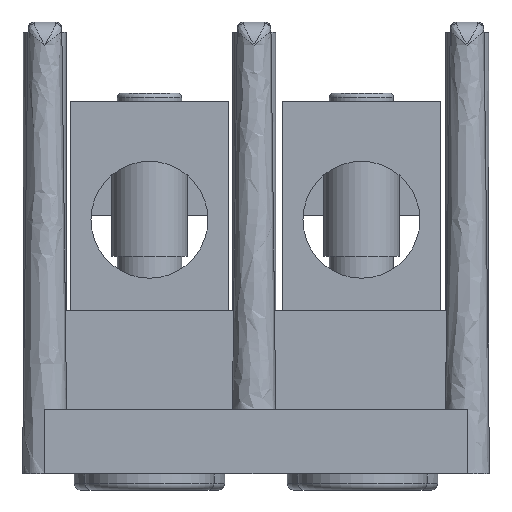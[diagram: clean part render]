
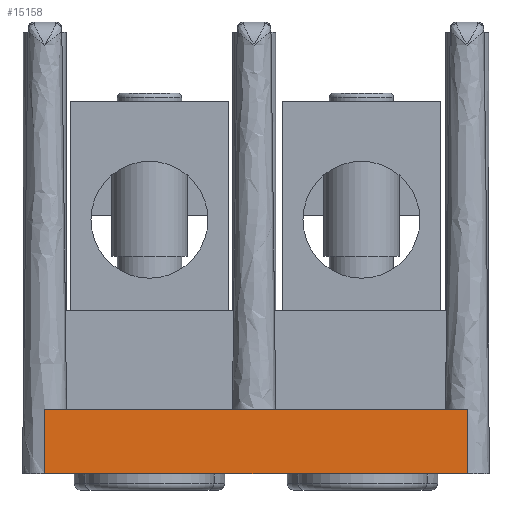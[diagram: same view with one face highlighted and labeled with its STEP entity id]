
A CAD part, front view. The second image highlights one B-rep face of the part: STEP entity #15158.
In plain terms, the highlighted planar face has unit normal (0, -1, 0.018).
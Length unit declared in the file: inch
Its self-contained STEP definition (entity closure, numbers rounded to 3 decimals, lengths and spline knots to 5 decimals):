
#378 = CARTESIAN_POINT ( 'NONE',  ( -0.40501, -1.42257, -2.16667 ) ) ;
#932 = VERTEX_POINT ( 'NONE', #1553 ) ;
#1004 = LINE ( 'NONE', #17726, #9983 ) ;
#1420 = CARTESIAN_POINT ( 'NONE',  ( -0.40501, -1.41966, -2. ) ) ;
#1494 = CARTESIAN_POINT ( 'NONE',  ( 0., -1.41966, -2. ) ) ;
#1553 = CARTESIAN_POINT ( 'NONE',  ( 1.23002, -1.41966, -2. ) ) ;
#1613 = CARTESIAN_POINT ( 'NONE',  ( 1.23003, -1.42402, -2.25 ) ) ;
#2104 = VECTOR ( 'NONE', #3455, 39.37008 ) ;
#2236 = DIRECTION ( 'NONE',  ( 0., -1., 0.017 ) ) ;
#3455 = DIRECTION ( 'NONE',  ( 1., 0., 0. ) ) ;
#3489 = ORIENTED_EDGE ( 'NONE', *, *, #6349, .F. ) ;
#4648 = VERTEX_POINT ( 'NONE', #7448 ) ;
#5189 = EDGE_CURVE ( 'NONE', #22507, #4648, #1004, .T. ) ;
#6220 = ORIENTED_EDGE ( 'NONE', *, *, #7174, .F. ) ;
#6349 = EDGE_CURVE ( 'NONE', #20755, #932, #16433, .T. ) ;
#7025 = CARTESIAN_POINT ( 'NONE',  ( 1.23003, -1.42111, -2.08333 ) ) ;
#7174 = EDGE_CURVE ( 'NONE', #22214, #20755, #18277, .T. ) ;
#7448 = CARTESIAN_POINT ( 'NONE',  ( 1.23003, -1.42402, -2.25 ) ) ;
#7638 = CARTESIAN_POINT ( 'NONE',  ( 0.40499, -1.41966, -2. ) ) ;
#8158 = ORIENTED_EDGE ( 'NONE', *, *, #19189, .T. ) ;
#8223 = CARTESIAN_POINT ( 'NONE',  ( 0., -1.41966, -2. ) ) ;
#9281 = CARTESIAN_POINT ( 'NONE',  ( -0.40501, -1.41966, -2. ) ) ;
#9983 = VECTOR ( 'NONE', #21362, 39.37008 ) ;
#10052 = B_SPLINE_CURVE_WITH_KNOTS ( 'NONE', 3,
 ( #1613, #14121, #7025, #19565 ),
 .UNSPECIFIED., .F., .F.,
 ( 4, 4 ),
 ( 0., 1. ),
 .UNSPECIFIED. ) ;
#11453 = CARTESIAN_POINT ( 'NONE',  ( -0.40501, -1.42402, -2.25 ) ) ;
#12901 = CARTESIAN_POINT ( 'NONE',  ( -0.40501, -1.42402, -2.25 ) ) ;
#12970 = CARTESIAN_POINT ( 'NONE',  ( 0., -1.42402, -2.25 ) ) ;
#14121 = CARTESIAN_POINT ( 'NONE',  ( 1.23003, -1.42257, -2.16667 ) ) ;
#14313 = B_SPLINE_CURVE_WITH_KNOTS ( 'NONE', 3,
 ( #9281, #21890, #378, #12901 ),
 .UNSPECIFIED., .F., .F.,
 ( 4, 4 ),
 ( 0., 1. ),
 .UNSPECIFIED. ) ;
#14782 = DIRECTION ( 'NONE',  ( 0., -0.017, -1. ) ) ;
#15158 = ADVANCED_FACE ( 'NONE', ( #19629 ), #16521, .T. ) ;
#16433 = LINE ( 'NONE', #1494, #2104 ) ;
#16521 = PLANE ( 'NONE',  #20788 ) ;
#17726 = CARTESIAN_POINT ( 'NONE',  ( 0., -1.42402, -2.25 ) ) ;
#17987 = EDGE_LOOP ( 'NONE', ( #19481, #8158, #3489, #6220, #22166 ) ) ;
#18277 = LINE ( 'NONE', #8223, #23083 ) ;
#18939 = DIRECTION ( 'NONE',  ( 1., 0., 0. ) ) ;
#19189 = EDGE_CURVE ( 'NONE', #4648, #932, #10052, .T. ) ;
#19481 = ORIENTED_EDGE ( 'NONE', *, *, #5189, .T. ) ;
#19565 = CARTESIAN_POINT ( 'NONE',  ( 1.23002, -1.41966, -2. ) ) ;
#19629 = FACE_OUTER_BOUND ( 'NONE', #17987, .T. ) ;
#20755 = VERTEX_POINT ( 'NONE', #7638 ) ;
#20788 = AXIS2_PLACEMENT_3D ( 'NONE', #12970, #2236, #14782 ) ;
#21329 = EDGE_CURVE ( 'NONE', #22214, #22507, #14313, .T. ) ;
#21362 = DIRECTION ( 'NONE',  ( 1., 0., 0. ) ) ;
#21890 = CARTESIAN_POINT ( 'NONE',  ( -0.40501, -1.42111, -2.08333 ) ) ;
#22166 = ORIENTED_EDGE ( 'NONE', *, *, #21329, .T. ) ;
#22214 = VERTEX_POINT ( 'NONE', #1420 ) ;
#22507 = VERTEX_POINT ( 'NONE', #11453 ) ;
#23083 = VECTOR ( 'NONE', #18939, 39.37008 ) ;
